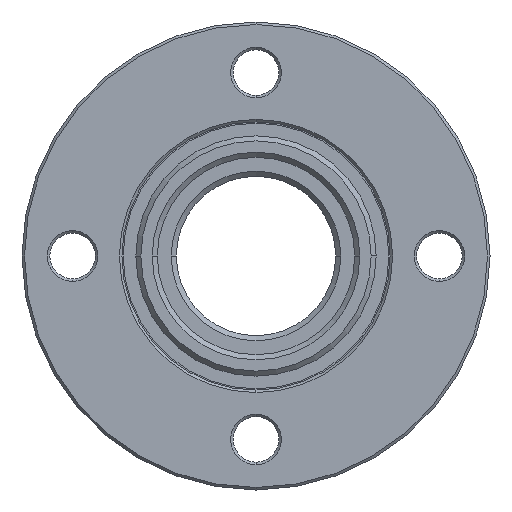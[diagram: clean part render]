
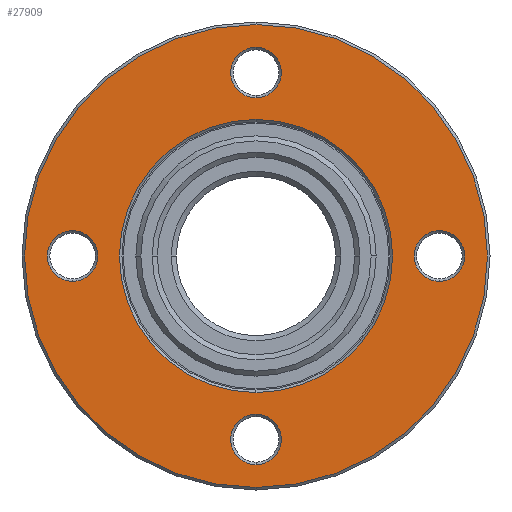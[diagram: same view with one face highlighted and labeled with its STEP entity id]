
A CAD part, left-side view. The second image highlights one B-rep face of the part: STEP entity #27909.
In plain terms, the highlighted planar face has unit normal (-1, 0, 0).
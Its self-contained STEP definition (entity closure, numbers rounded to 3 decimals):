
#107 = CARTESIAN_POINT ( 'NONE',  ( -58., 0., 0. ) ) ;
#183 = DIRECTION ( 'NONE',  ( 0., 0., 1. ) ) ;
#565 = CARTESIAN_POINT ( 'NONE',  ( -58., 0., -72.5 ) ) ;
#899 = VERTEX_POINT ( 'NONE', #15476 ) ;
#1391 = ORIENTED_EDGE ( 'NONE', *, *, #35062, .T. ) ;
#1508 = FACE_OUTER_BOUND ( 'NONE', #39531, .T. ) ;
#1564 = CIRCLE ( 'NONE', #4804, 10. ) ;
#1834 = ORIENTED_EDGE ( 'NONE', *, *, #9324, .T. ) ;
#2288 = VERTEX_POINT ( 'NONE', #29702 ) ;
#2546 = CARTESIAN_POINT ( 'NONE',  ( -58., 72.5, 0. ) ) ;
#2639 = CIRCLE ( 'NONE', #3312, 10. ) ;
#2983 = DIRECTION ( 'NONE',  ( 1., 0., 0. ) ) ;
#3312 = AXIS2_PLACEMENT_3D ( 'NONE', #28132, #37364, #30957 ) ;
#3334 = VERTEX_POINT ( 'NONE', #27887 ) ;
#3412 = DIRECTION ( 'NONE',  ( -1., 0., 0. ) ) ;
#3904 = DIRECTION ( 'NONE',  ( 1., 0., 0. ) ) ;
#4804 = AXIS2_PLACEMENT_3D ( 'NONE', #20447, #7944, #26120 ) ;
#5335 = FACE_BOUND ( 'NONE', #15966, .T. ) ;
#5514 = EDGE_CURVE ( 'NONE', #899, #14974, #8424, .T. ) ;
#5687 = DIRECTION ( 'NONE',  ( 1., 0., 0. ) ) ;
#5942 = CIRCLE ( 'NONE', #20190, 10. ) ;
#7279 = CIRCLE ( 'NONE', #28477, 91.5 ) ;
#7416 = CARTESIAN_POINT ( 'NONE',  ( -58., 0., 82.5 ) ) ;
#7944 = DIRECTION ( 'NONE',  ( 1., 0., 0. ) ) ;
#8424 = CIRCLE ( 'NONE', #9054, 10. ) ;
#8729 = EDGE_CURVE ( 'NONE', #19888, #21188, #1564, .T. ) ;
#8979 = CARTESIAN_POINT ( 'NONE',  ( -58., 0., 72.5 ) ) ;
#9054 = AXIS2_PLACEMENT_3D ( 'NONE', #14133, #5687, #24240 ) ;
#9124 = EDGE_LOOP ( 'NONE', ( #21919, #1834 ) ) ;
#9324 = EDGE_CURVE ( 'NONE', #35902, #29789, #22205, .T. ) ;
#9566 = AXIS2_PLACEMENT_3D ( 'NONE', #565, #31808, #10023 ) ;
#10023 = DIRECTION ( 'NONE',  ( 0., 0., 1. ) ) ;
#10221 = DIRECTION ( 'NONE',  ( 0., 0., 1. ) ) ;
#10831 = CARTESIAN_POINT ( 'NONE',  ( -58., 0., -72.5 ) ) ;
#10964 = FACE_BOUND ( 'NONE', #20087, .T. ) ;
#11494 = CIRCLE ( 'NONE', #9566, 10. ) ;
#11779 = CIRCLE ( 'NONE', #16949, 10. ) ;
#11984 = EDGE_LOOP ( 'NONE', ( #20697, #34851 ) ) ;
#12228 = VERTEX_POINT ( 'NONE', #29075 ) ;
#12377 = DIRECTION ( 'NONE',  ( -1., 0., 0. ) ) ;
#13289 = CARTESIAN_POINT ( 'NONE',  ( -58., 0., 0. ) ) ;
#13785 = CARTESIAN_POINT ( 'NONE',  ( -58., -92.5, 0. ) ) ;
#14133 = CARTESIAN_POINT ( 'NONE',  ( -58., 0., 72.5 ) ) ;
#14177 = FACE_BOUND ( 'NONE', #31168, .T. ) ;
#14917 = EDGE_CURVE ( 'NONE', #35934, #31160, #7279, .T. ) ;
#14974 = VERTEX_POINT ( 'NONE', #7416 ) ;
#15053 = EDGE_CURVE ( 'NONE', #3334, #28143, #5942, .T. ) ;
#15476 = CARTESIAN_POINT ( 'NONE',  ( -58., 0., 62.5 ) ) ;
#15966 = EDGE_LOOP ( 'NONE', ( #1391, #16052 ) ) ;
#16052 = ORIENTED_EDGE ( 'NONE', *, *, #39728, .T. ) ;
#16345 = CIRCLE ( 'NONE', #19580, 91.5 ) ;
#16399 = CARTESIAN_POINT ( 'NONE',  ( -58., -72.5, -10. ) ) ;
#16949 = AXIS2_PLACEMENT_3D ( 'NONE', #30622, #2983, #34227 ) ;
#18399 = EDGE_CURVE ( 'NONE', #28143, #3334, #11494, .T. ) ;
#18976 = CARTESIAN_POINT ( 'NONE',  ( -58., 0., -62.5 ) ) ;
#19419 = DIRECTION ( 'NONE',  ( 0., 0., 1. ) ) ;
#19563 = DIRECTION ( 'NONE',  ( 1., 0., 0. ) ) ;
#19580 = AXIS2_PLACEMENT_3D ( 'NONE', #107, #12377, #38344 ) ;
#19888 = VERTEX_POINT ( 'NONE', #29660 ) ;
#20087 = EDGE_LOOP ( 'NONE', ( #32900, #34373 ) ) ;
#20190 = AXIS2_PLACEMENT_3D ( 'NONE', #10831, #23152, #10221 ) ;
#20195 = CIRCLE ( 'NONE', #22782, 10. ) ;
#20255 = FACE_BOUND ( 'NONE', #11984, .T. ) ;
#20447 = CARTESIAN_POINT ( 'NONE',  ( -58., -72.5, 0. ) ) ;
#20473 = CARTESIAN_POINT ( 'NONE',  ( -58., 0., -91.5 ) ) ;
#20697 = ORIENTED_EDGE ( 'NONE', *, *, #18399, .T. ) ;
#21188 = VERTEX_POINT ( 'NONE', #16399 ) ;
#21307 = DIRECTION ( 'NONE',  ( 0., 0., 1. ) ) ;
#21502 = DIRECTION ( 'NONE',  ( 1., 0., 0. ) ) ;
#21569 = AXIS2_PLACEMENT_3D ( 'NONE', #2546, #33208, #33401 ) ;
#21668 = EDGE_CURVE ( 'NONE', #31160, #35934, #16345, .T. ) ;
#21919 = ORIENTED_EDGE ( 'NONE', *, *, #37075, .T. ) ;
#22205 = CIRCLE ( 'NONE', #21569, 10. ) ;
#22261 = CARTESIAN_POINT ( 'NONE',  ( -58., 0., 0. ) ) ;
#22782 = AXIS2_PLACEMENT_3D ( 'NONE', #8979, #21502, #21307 ) ;
#23152 = DIRECTION ( 'NONE',  ( 1., 0., 0. ) ) ;
#23445 = EDGE_CURVE ( 'NONE', #14974, #899, #20195, .T. ) ;
#24240 = DIRECTION ( 'NONE',  ( 0., 0., 1. ) ) ;
#25280 = CIRCLE ( 'NONE', #35558, 54. ) ;
#26120 = DIRECTION ( 'NONE',  ( 0., 0., 1. ) ) ;
#26562 = ORIENTED_EDGE ( 'NONE', *, *, #14917, .T. ) ;
#26718 = DIRECTION ( 'NONE',  ( -1., 0., 0. ) ) ;
#26910 = PLANE ( 'NONE',  #34235 ) ;
#27887 = CARTESIAN_POINT ( 'NONE',  ( -58., 0., -82.5 ) ) ;
#27909 = ADVANCED_FACE ( 'NONE', ( #35951, #14177, #10964, #20255, #5335, #1508 ), #26910, .T. ) ;
#28109 = CIRCLE ( 'NONE', #29375, 54. ) ;
#28132 = CARTESIAN_POINT ( 'NONE',  ( -58., -72.5, 0. ) ) ;
#28143 = VERTEX_POINT ( 'NONE', #18976 ) ;
#28477 = AXIS2_PLACEMENT_3D ( 'NONE', #31036, #3412, #183 ) ;
#29075 = CARTESIAN_POINT ( 'NONE',  ( -58., 0., -54. ) ) ;
#29375 = AXIS2_PLACEMENT_3D ( 'NONE', #13289, #19563, #38667 ) ;
#29660 = CARTESIAN_POINT ( 'NONE',  ( -58., -72.5, 10. ) ) ;
#29702 = CARTESIAN_POINT ( 'NONE',  ( -58., 0., 54. ) ) ;
#29789 = VERTEX_POINT ( 'NONE', #36398 ) ;
#30622 = CARTESIAN_POINT ( 'NONE',  ( -58., 72.5, 0. ) ) ;
#30957 = DIRECTION ( 'NONE',  ( 0., 0., 1. ) ) ;
#31036 = CARTESIAN_POINT ( 'NONE',  ( -58., 0., 0. ) ) ;
#31155 = ORIENTED_EDGE ( 'NONE', *, *, #5514, .T. ) ;
#31160 = VERTEX_POINT ( 'NONE', #33526 ) ;
#31168 = EDGE_LOOP ( 'NONE', ( #37990, #31155 ) ) ;
#31808 = DIRECTION ( 'NONE',  ( 1., 0., 0. ) ) ;
#31814 = EDGE_CURVE ( 'NONE', #21188, #19888, #2639, .T. ) ;
#32900 = ORIENTED_EDGE ( 'NONE', *, *, #8729, .T. ) ;
#33208 = DIRECTION ( 'NONE',  ( 1., 0., 0. ) ) ;
#33401 = DIRECTION ( 'NONE',  ( 0., 0., 1. ) ) ;
#33526 = CARTESIAN_POINT ( 'NONE',  ( -58., 0., 91.5 ) ) ;
#34227 = DIRECTION ( 'NONE',  ( 0., 0., 1. ) ) ;
#34235 = AXIS2_PLACEMENT_3D ( 'NONE', #13785, #26718, #38950 ) ;
#34373 = ORIENTED_EDGE ( 'NONE', *, *, #31814, .T. ) ;
#34851 = ORIENTED_EDGE ( 'NONE', *, *, #15053, .T. ) ;
#35062 = EDGE_CURVE ( 'NONE', #2288, #12228, #25280, .T. ) ;
#35558 = AXIS2_PLACEMENT_3D ( 'NONE', #22261, #3904, #19419 ) ;
#35902 = VERTEX_POINT ( 'NONE', #35974 ) ;
#35934 = VERTEX_POINT ( 'NONE', #20473 ) ;
#35951 = FACE_BOUND ( 'NONE', #9124, .T. ) ;
#35974 = CARTESIAN_POINT ( 'NONE',  ( -58., 72.5, -10. ) ) ;
#36398 = CARTESIAN_POINT ( 'NONE',  ( -58., 72.5, 10. ) ) ;
#37075 = EDGE_CURVE ( 'NONE', #29789, #35902, #11779, .T. ) ;
#37364 = DIRECTION ( 'NONE',  ( 1., 0., 0. ) ) ;
#37990 = ORIENTED_EDGE ( 'NONE', *, *, #23445, .T. ) ;
#38253 = ORIENTED_EDGE ( 'NONE', *, *, #21668, .T. ) ;
#38344 = DIRECTION ( 'NONE',  ( 0., 0., 1. ) ) ;
#38667 = DIRECTION ( 'NONE',  ( 0., 0., 1. ) ) ;
#38950 = DIRECTION ( 'NONE',  ( 0., 1., 0. ) ) ;
#39531 = EDGE_LOOP ( 'NONE', ( #26562, #38253 ) ) ;
#39728 = EDGE_CURVE ( 'NONE', #12228, #2288, #28109, .T. ) ;
